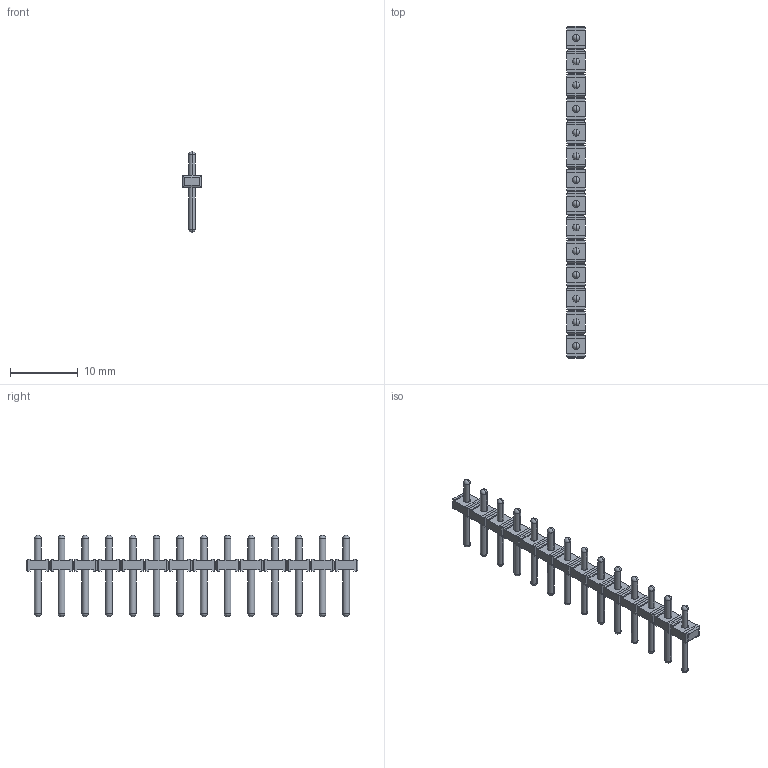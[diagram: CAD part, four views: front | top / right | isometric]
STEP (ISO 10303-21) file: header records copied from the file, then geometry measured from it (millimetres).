
FILE_DESCRIPTION((''),'2;1');
FILE_NAME('1111','2024-09-29T11:53:17',('tluser'),(''),'CREO PARAMETRIC BY PTC INC, 2018100','CREO PARAMETRIC BY PTC INC, 2018100','');
FILE_SCHEMA(('CONFIG_CONTROL_DESIGN'));
Length unit declared in the file: millimetre
Products named in the file (1): 1111
Bounding box: 2.8 x 49 x 12 mm (x, y, z)
Volume: 315.1 mm3; surface area: 939 mm2
Topology: 1 solids, 1 shells, 454 faces, 1076 edges, 596 vertices
Faces by surface type: plane 342, cylinder 56, sphere 56
Entity records: 12234 total; most frequent: DIRECTION 2096, CARTESIAN_POINT 2070, ORIENTED_EDGE 2040, EDGE_CURVE 1020, VECTOR 852, LINE 852, AXIS2_PLACEMENT_3D 622, VERTEX_POINT 596
